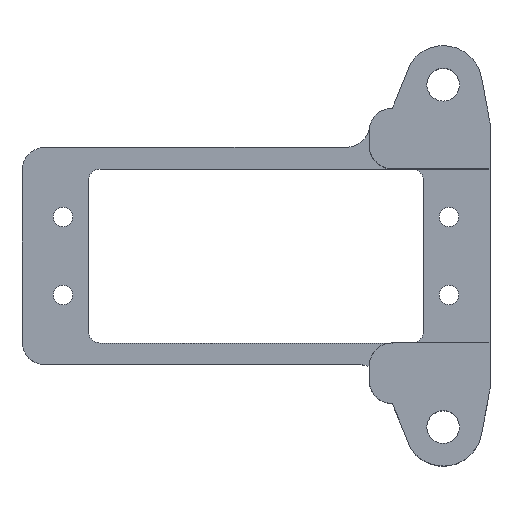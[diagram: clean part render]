
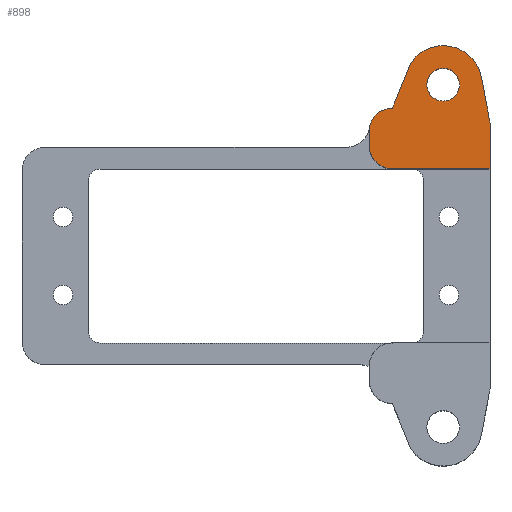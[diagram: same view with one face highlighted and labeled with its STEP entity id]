
A CAD part, top view. The second image highlights one B-rep face of the part: STEP entity #898.
In plain terms, the highlighted planar face has unit normal (0, 0, 1).
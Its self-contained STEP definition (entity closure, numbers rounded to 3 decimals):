
#1 = EDGE_CURVE ( 'NONE', #763, #1256, #1275, .T. ) ;
#13 = LINE ( 'NONE', #1706, #1636 ) ;
#42 = EDGE_CURVE ( 'NONE', #1413, #79, #1005, .T. ) ;
#75 = DIRECTION ( 'NONE',  ( 0., 0., 1. ) ) ;
#79 = VERTEX_POINT ( 'NONE', #801 ) ;
#82 = ORIENTED_EDGE ( 'NONE', *, *, #1273, .T. ) ;
#96 = CIRCLE ( 'NONE', #1514, 5. ) ;
#104 = AXIS2_PLACEMENT_3D ( 'NONE', #1316, #1937, #375 ) ;
#117 = LINE ( 'NONE', #1127, #1484 ) ;
#155 = VERTEX_POINT ( 'NONE', #1615 ) ;
#160 = CARTESIAN_POINT ( 'NONE',  ( 7.5, 14.5, 17.5 ) ) ;
#175 = DIRECTION ( 'NONE',  ( -0.184, 0.983, 0. ) ) ;
#194 = CIRCLE ( 'NONE', #960, 2.1 ) ;
#208 = CIRCLE ( 'NONE', #104, 2.1 ) ;
#228 = PLANE ( 'NONE',  #408 ) ;
#232 = EDGE_CURVE ( 'NONE', #155, #1477, #1296, .T. ) ;
#285 = DIRECTION ( 'NONE',  ( 0., 0., 1. ) ) ;
#313 = EDGE_CURVE ( 'NONE', #1006, #1649, #194, .T. ) ;
#324 = ORIENTED_EDGE ( 'NONE', *, *, #508, .T. ) ;
#375 = DIRECTION ( 'NONE',  ( 1., 0., 0. ) ) ;
#408 = AXIS2_PLACEMENT_3D ( 'NONE', #1952, #285, #1543 ) ;
#428 = AXIS2_PLACEMENT_3D ( 'NONE', #1946, #75, #1168 ) ;
#475 = CARTESIAN_POINT ( 'NONE',  ( 21.915, 21.42, 17.5 ) ) ;
#494 = CARTESIAN_POINT ( 'NONE',  ( 10.5, 17.5, 17.5 ) ) ;
#508 = EDGE_CURVE ( 'NONE', #518, #763, #96, .T. ) ;
#518 = VERTEX_POINT ( 'NONE', #2007 ) ;
#521 = EDGE_LOOP ( 'NONE', ( #1400, #1622, #324, #1500, #658, #978, #1596, #869, #82 ) ) ;
#534 = AXIS2_PLACEMENT_3D ( 'NONE', #568, #1164, #723 ) ;
#548 = EDGE_CURVE ( 'NONE', #1477, #518, #700, .T. ) ;
#568 = CARTESIAN_POINT ( 'NONE',  ( 10.5, 14.5, 17.5 ) ) ;
#618 = EDGE_CURVE ( 'NONE', #79, #707, #1510, .T. ) ;
#654 = CARTESIAN_POINT ( 'NONE',  ( 10.5, 12.7, 17.5 ) ) ;
#658 = ORIENTED_EDGE ( 'NONE', *, *, #1809, .T. ) ;
#697 = CARTESIAN_POINT ( 'NONE',  ( 17., 20.5, 17.5 ) ) ;
#700 = LINE ( 'NONE', #475, #1924 ) ;
#707 = VERTEX_POINT ( 'NONE', #1297 ) ;
#723 = DIRECTION ( 'NONE',  ( 1., 0., 0. ) ) ;
#763 = VERTEX_POINT ( 'NONE', #1187 ) ;
#790 = CARTESIAN_POINT ( 'NONE',  ( 22.914, 16.079, 17.5 ) ) ;
#798 = DIRECTION ( 'NONE',  ( 1., 0., 0. ) ) ;
#801 = CARTESIAN_POINT ( 'NONE',  ( 7.5, 12.7, 17.5 ) ) ;
#869 = ORIENTED_EDGE ( 'NONE', *, *, #1170, .T. ) ;
#898 = ADVANCED_FACE ( 'NONE', ( #1263, #2023 ), #228, .T. ) ;
#902 = CIRCLE ( 'NONE', #534, 3. ) ;
#916 = CARTESIAN_POINT ( 'NONE',  ( 19.1, 20.5, 17.5 ) ) ;
#943 = AXIS2_PLACEMENT_3D ( 'NONE', #654, #1132, #977 ) ;
#950 = DIRECTION ( 'NONE',  ( 1., 0., 0. ) ) ;
#960 = AXIS2_PLACEMENT_3D ( 'NONE', #697, #1309, #1173 ) ;
#977 = DIRECTION ( 'NONE',  ( 1., 0., 0. ) ) ;
#978 = ORIENTED_EDGE ( 'NONE', *, *, #42, .T. ) ;
#989 = ORIENTED_EDGE ( 'NONE', *, *, #313, .F. ) ;
#1005 = LINE ( 'NONE', #1409, #1842 ) ;
#1006 = VERTEX_POINT ( 'NONE', #916 ) ;
#1110 = DIRECTION ( 'NONE',  ( 0., 0., 1. ) ) ;
#1127 = CARTESIAN_POINT ( 'NONE',  ( 23., 9.7, 17.5 ) ) ;
#1132 = DIRECTION ( 'NONE',  ( 0., 0., 1. ) ) ;
#1164 = DIRECTION ( 'NONE',  ( 0., 0., 1. ) ) ;
#1168 = DIRECTION ( 'NONE',  ( 1., 0., 0. ) ) ;
#1170 = EDGE_CURVE ( 'NONE', #707, #1825, #13, .T. ) ;
#1173 = DIRECTION ( 'NONE',  ( 1., 0., 0. ) ) ;
#1187 = CARTESIAN_POINT ( 'NONE',  ( 12.821, 23.245, 17.5 ) ) ;
#1193 = CARTESIAN_POINT ( 'NONE',  ( 23., 9.7, 17.5 ) ) ;
#1256 = VERTEX_POINT ( 'NONE', #494 ) ;
#1263 = FACE_OUTER_BOUND ( 'NONE', #521, .T. ) ;
#1269 = DIRECTION ( 'NONE',  ( 0., 1., 0. ) ) ;
#1273 = EDGE_CURVE ( 'NONE', #1825, #155, #117, .T. ) ;
#1274 = EDGE_LOOP ( 'NONE', ( #989, #1885 ) ) ;
#1275 = LINE ( 'NONE', #1424, #1469 ) ;
#1278 = DIRECTION ( 'NONE',  ( -0.375, -0.927, 0. ) ) ;
#1296 = CIRCLE ( 'NONE', #428, 2. ) ;
#1297 = CARTESIAN_POINT ( 'NONE',  ( 10.5, 9.7, 17.5 ) ) ;
#1309 = DIRECTION ( 'NONE',  ( 0., 0., 1. ) ) ;
#1316 = CARTESIAN_POINT ( 'NONE',  ( 17., 20.5, 17.5 ) ) ;
#1374 = EDGE_CURVE ( 'NONE', #1649, #1006, #208, .T. ) ;
#1400 = ORIENTED_EDGE ( 'NONE', *, *, #232, .T. ) ;
#1409 = CARTESIAN_POINT ( 'NONE',  ( 7.5, 14.5, 17.5 ) ) ;
#1413 = VERTEX_POINT ( 'NONE', #160 ) ;
#1424 = CARTESIAN_POINT ( 'NONE',  ( 12.821, 23.245, 17.5 ) ) ;
#1432 = CARTESIAN_POINT ( 'NONE',  ( 14.9, 20.5, 17.5 ) ) ;
#1469 = VECTOR ( 'NONE', #1278, 1000. ) ;
#1477 = VERTEX_POINT ( 'NONE', #790 ) ;
#1484 = VECTOR ( 'NONE', #1269, 1000. ) ;
#1500 = ORIENTED_EDGE ( 'NONE', *, *, #1, .T. ) ;
#1510 = CIRCLE ( 'NONE', #943, 3. ) ;
#1514 = AXIS2_PLACEMENT_3D ( 'NONE', #1888, #1110, #798 ) ;
#1543 = DIRECTION ( 'NONE',  ( 1., 0., 0. ) ) ;
#1596 = ORIENTED_EDGE ( 'NONE', *, *, #618, .T. ) ;
#1615 = CARTESIAN_POINT ( 'NONE',  ( 23., 15.5, 17.5 ) ) ;
#1622 = ORIENTED_EDGE ( 'NONE', *, *, #548, .T. ) ;
#1636 = VECTOR ( 'NONE', #950, 1000. ) ;
#1649 = VERTEX_POINT ( 'NONE', #1432 ) ;
#1706 = CARTESIAN_POINT ( 'NONE',  ( 10.5, 9.7, 17.5 ) ) ;
#1742 = DIRECTION ( 'NONE',  ( 0., -1., 0. ) ) ;
#1809 = EDGE_CURVE ( 'NONE', #1256, #1413, #902, .T. ) ;
#1825 = VERTEX_POINT ( 'NONE', #1193 ) ;
#1842 = VECTOR ( 'NONE', #1742, 1000. ) ;
#1885 = ORIENTED_EDGE ( 'NONE', *, *, #1374, .F. ) ;
#1888 = CARTESIAN_POINT ( 'NONE',  ( 17., 20.5, 17.5 ) ) ;
#1924 = VECTOR ( 'NONE', #175, 1000. ) ;
#1937 = DIRECTION ( 'NONE',  ( 0., 0., 1. ) ) ;
#1946 = CARTESIAN_POINT ( 'NONE',  ( 21., 15.5, 17.5 ) ) ;
#1952 = CARTESIAN_POINT ( 'NONE',  ( 10.5, 12.7, 17.5 ) ) ;
#2007 = CARTESIAN_POINT ( 'NONE',  ( 21.915, 21.42, 17.5 ) ) ;
#2023 = FACE_BOUND ( 'NONE', #1274, .T. ) ;
